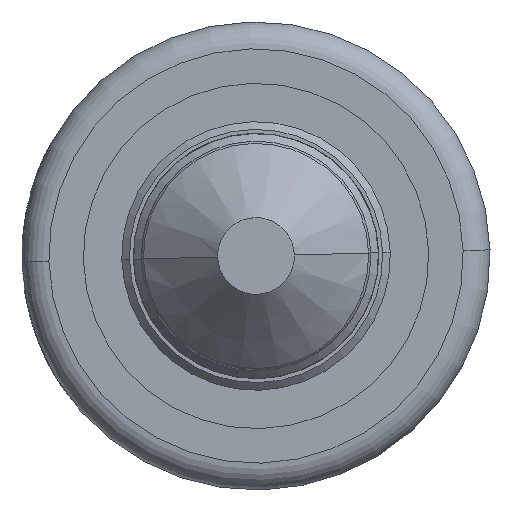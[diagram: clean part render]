
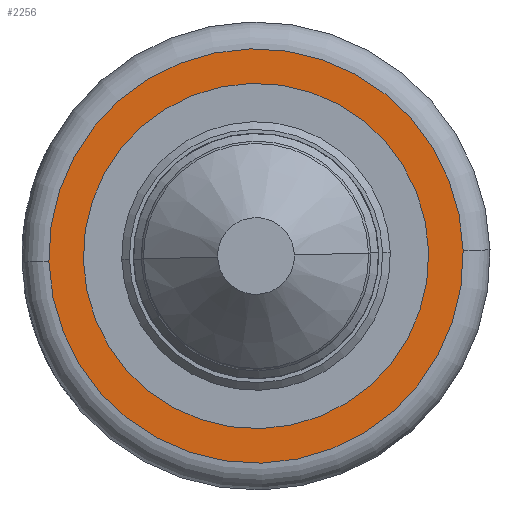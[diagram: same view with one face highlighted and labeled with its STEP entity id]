
A CAD part, front view. The second image highlights one B-rep face of the part: STEP entity #2256.
In plain terms, the highlighted face is planar.
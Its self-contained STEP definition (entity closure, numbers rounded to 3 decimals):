
#797 = CIRCLE ( 'NONE', #8952, 2.7 ) ;
#829 = DIRECTION ( 'NONE',  ( 0., 0., 1. ) ) ;
#894 = DIRECTION ( 'NONE',  ( 0., 1., 0. ) ) ;
#1084 = DIRECTION ( 'NONE',  ( 0., 0., 1. ) ) ;
#1430 = FACE_OUTER_BOUND ( 'NONE', #2176, .T. ) ;
#2176 = EDGE_LOOP ( 'NONE', ( #14685, #9613 ) ) ;
#2256 = ADVANCED_FACE ( 'NONE', ( #1430 ), #15065, .T. ) ;
#2570 = EDGE_CURVE ( 'NONE', #12255, #3906, #797, .T. ) ;
#3671 = DIRECTION ( 'NONE',  ( 0., 1., 0. ) ) ;
#3906 = VERTEX_POINT ( 'NONE', #17754 ) ;
#6459 = CARTESIAN_POINT ( 'NONE',  ( 0., 13.9, 0. ) ) ;
#6587 = CIRCLE ( 'NONE', #10873, 2.7 ) ;
#6600 = AXIS2_PLACEMENT_3D ( 'NONE', #9273, #3671, #1084 ) ;
#7050 = DIRECTION ( 'NONE',  ( 0., 1., 0. ) ) ;
#8952 = AXIS2_PLACEMENT_3D ( 'NONE', #6459, #894, #829 ) ;
#9273 = CARTESIAN_POINT ( 'NONE',  ( 0., 13.9, 0. ) ) ;
#9613 = ORIENTED_EDGE ( 'NONE', *, *, #2570, .T. ) ;
#10171 = CARTESIAN_POINT ( 'NONE',  ( 0., 13.9, -2.7 ) ) ;
#10873 = AXIS2_PLACEMENT_3D ( 'NONE', #12606, #7050, #12657 ) ;
#12255 = VERTEX_POINT ( 'NONE', #10171 ) ;
#12606 = CARTESIAN_POINT ( 'NONE',  ( 0., 13.9, 0. ) ) ;
#12653 = EDGE_CURVE ( 'NONE', #3906, #12255, #6587, .T. ) ;
#12657 = DIRECTION ( 'NONE',  ( 0., 0., 1. ) ) ;
#14685 = ORIENTED_EDGE ( 'NONE', *, *, #12653, .T. ) ;
#15065 = PLANE ( 'NONE',  #6600 ) ;
#17754 = CARTESIAN_POINT ( 'NONE',  ( 0., 13.9, 2.7 ) ) ;
